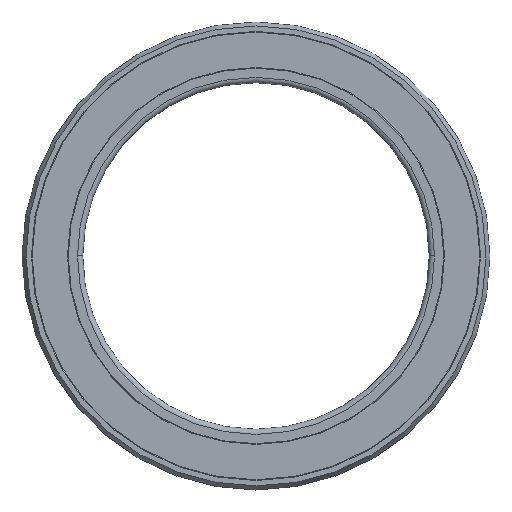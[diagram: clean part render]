
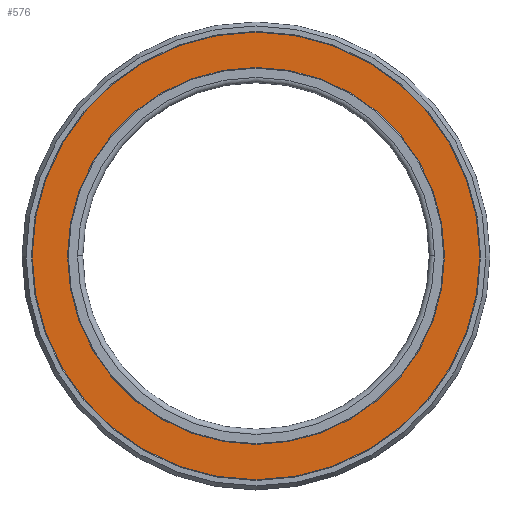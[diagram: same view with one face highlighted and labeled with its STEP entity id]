
A CAD part, top view. The second image highlights one B-rep face of the part: STEP entity #576.
In plain terms, the highlighted planar face has unit normal (0, 0, 1).
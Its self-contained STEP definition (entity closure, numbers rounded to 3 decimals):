
#8 = VERTEX_POINT ( 'NONE', #1435 ) ;
#43 = CARTESIAN_POINT ( 'NONE',  ( 0., 0., 2. ) ) ;
#49 = AXIS2_PLACEMENT_3D ( 'NONE', #362, #943, #1276 ) ;
#53 = DIRECTION ( 'NONE',  ( 0., 0., 1. ) ) ;
#129 = ORIENTED_EDGE ( 'NONE', *, *, #934, .T. ) ;
#169 = CIRCLE ( 'NONE', #1396, 12.917 ) ;
#208 = DIRECTION ( 'NONE',  ( 1., 0., 0. ) ) ;
#225 = CIRCLE ( 'NONE', #49, 10.875 ) ;
#226 = FACE_OUTER_BOUND ( 'NONE', #1042, .T. ) ;
#312 = CARTESIAN_POINT ( 'NONE',  ( 10.875, 0., 2. ) ) ;
#362 = CARTESIAN_POINT ( 'NONE',  ( 0., 0., 2. ) ) ;
#382 = AXIS2_PLACEMENT_3D ( 'NONE', #669, #1362, #208 ) ;
#576 = ADVANCED_FACE ( 'NONE', ( #226, #1056 ), #1437, .T. ) ;
#669 = CARTESIAN_POINT ( 'NONE',  ( 0., 0., 2. ) ) ;
#712 = EDGE_LOOP ( 'NONE', ( #1367, #1249 ) ) ;
#744 = EDGE_CURVE ( 'NONE', #846, #8, #759, .T. ) ;
#751 = ORIENTED_EDGE ( 'NONE', *, *, #1028, .T. ) ;
#759 = CIRCLE ( 'NONE', #1179, 10.875 ) ;
#779 = DIRECTION ( 'NONE',  ( 1., 0., 0. ) ) ;
#794 = CARTESIAN_POINT ( 'NONE',  ( 0., 0., 2. ) ) ;
#846 = VERTEX_POINT ( 'NONE', #312 ) ;
#850 = DIRECTION ( 'NONE',  ( 1., 0., 0. ) ) ;
#864 = CARTESIAN_POINT ( 'NONE',  ( -12.917, 0., 2. ) ) ;
#934 = EDGE_CURVE ( 'NONE', #1350, #1327, #1212, .T. ) ;
#943 = DIRECTION ( 'NONE',  ( 0., 0., 1. ) ) ;
#1028 = EDGE_CURVE ( 'NONE', #1327, #1350, #169, .T. ) ;
#1042 = EDGE_LOOP ( 'NONE', ( #751, #129 ) ) ;
#1056 = FACE_BOUND ( 'NONE', #712, .T. ) ;
#1075 = DIRECTION ( 'NONE',  ( 1., 0., 0. ) ) ;
#1179 = AXIS2_PLACEMENT_3D ( 'NONE', #43, #1321, #1075 ) ;
#1194 = EDGE_CURVE ( 'NONE', #8, #846, #225, .T. ) ;
#1212 = CIRCLE ( 'NONE', #382, 12.917 ) ;
#1249 = ORIENTED_EDGE ( 'NONE', *, *, #1194, .F. ) ;
#1276 = DIRECTION ( 'NONE',  ( 1., 0., 0. ) ) ;
#1321 = DIRECTION ( 'NONE',  ( 0., 0., 1. ) ) ;
#1327 = VERTEX_POINT ( 'NONE', #1423 ) ;
#1350 = VERTEX_POINT ( 'NONE', #864 ) ;
#1358 = DIRECTION ( 'NONE',  ( 0., 0., 1. ) ) ;
#1362 = DIRECTION ( 'NONE',  ( 0., 0., 1. ) ) ;
#1367 = ORIENTED_EDGE ( 'NONE', *, *, #744, .F. ) ;
#1396 = AXIS2_PLACEMENT_3D ( 'NONE', #794, #1358, #779 ) ;
#1423 = CARTESIAN_POINT ( 'NONE',  ( 12.917, 0., 2. ) ) ;
#1431 = CARTESIAN_POINT ( 'NONE',  ( 0., -10.875, 2. ) ) ;
#1435 = CARTESIAN_POINT ( 'NONE',  ( -10.875, 0., 2. ) ) ;
#1437 = PLANE ( 'NONE',  #1479 ) ;
#1479 = AXIS2_PLACEMENT_3D ( 'NONE', #1431, #53, #850 ) ;
